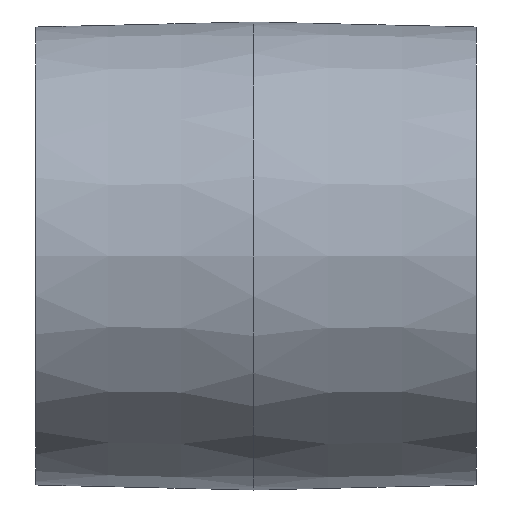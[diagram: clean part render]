
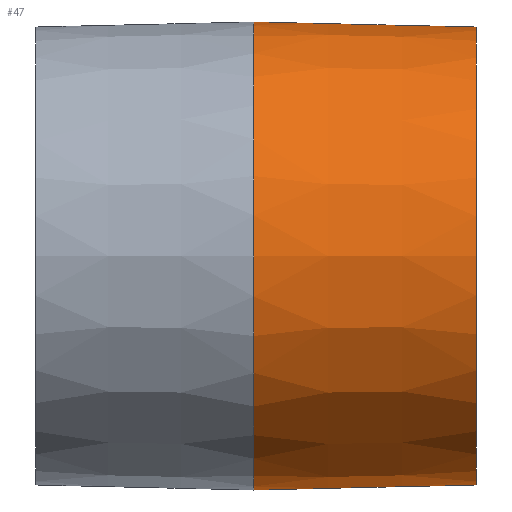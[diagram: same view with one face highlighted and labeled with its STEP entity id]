
A CAD part, front view. The second image highlights one B-rep face of the part: STEP entity #47.
In plain terms, the highlighted conical face has half-angle 1.299 degrees and reference radius 24.95 mm.
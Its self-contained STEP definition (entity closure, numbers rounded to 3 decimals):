
#47 = ADVANCED_FACE( '', ( #96, #97 ), #98, .T. );
#96 = FACE_OUTER_BOUND( '', #139, .T. );
#97 = FACE_BOUND( '', #140, .T. );
#98 = CONICAL_SURFACE( '', #141, 24.95, 0.023 );
#139 = EDGE_LOOP( '', ( #190 ) );
#140 = EDGE_LOOP( '', ( #191 ) );
#141 = AXIS2_PLACEMENT_3D( '', #192, #193, #194 );
#190 = ORIENTED_EDGE( '', *, *, #203, .T. );
#191 = ORIENTED_EDGE( '', *, *, #205, .F. );
#192 = CARTESIAN_POINT( '', ( 21., 0., 0. ) );
#193 = DIRECTION( '', ( -1., 0., 0. ) );
#194 = DIRECTION( '', ( 0., 0., 1. ) );
#203 = EDGE_CURVE( '', #222, #222, #223, .T. );
#205 = EDGE_CURVE( '', #225, #225, #226, .T. );
#222 = VERTEX_POINT( '', #249 );
#223 = CIRCLE( '', #250, 25.5 );
#225 = VERTEX_POINT( '', #252 );
#226 = CIRCLE( '', #253, 24.95 );
#249 = CARTESIAN_POINT( '', ( -3.25, 0., -25.5 ) );
#250 = AXIS2_PLACEMENT_3D( '', #276, #277, #278 );
#252 = CARTESIAN_POINT( '', ( 21., 0., -24.95 ) );
#253 = AXIS2_PLACEMENT_3D( '', #279, #280, #281 );
#276 = CARTESIAN_POINT( '', ( -3.25, 0., 0. ) );
#277 = DIRECTION( '', ( 1., 0., 0. ) );
#278 = DIRECTION( '', ( 0., 0., -1. ) );
#279 = CARTESIAN_POINT( '', ( 21., 0., 0. ) );
#280 = DIRECTION( '', ( 1., 0., 0. ) );
#281 = DIRECTION( '', ( 0., 0., -1. ) );
